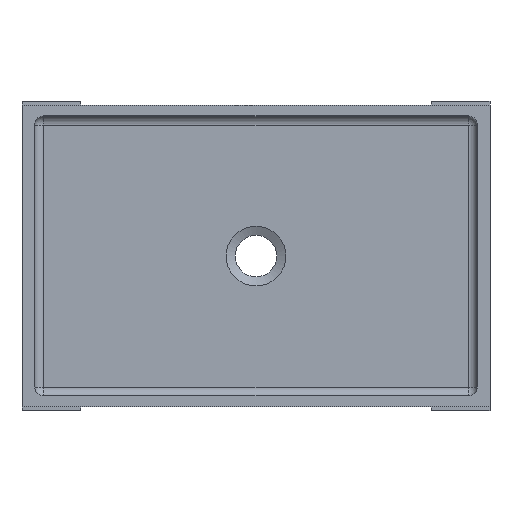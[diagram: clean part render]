
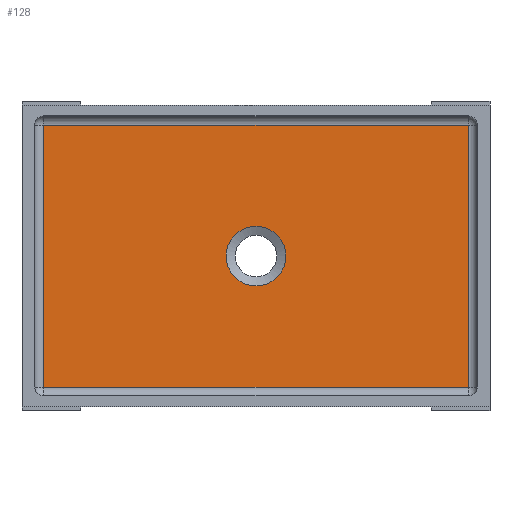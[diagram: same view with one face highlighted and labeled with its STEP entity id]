
A CAD part, top view. The second image highlights one B-rep face of the part: STEP entity #128.
In plain terms, the highlighted planar face has unit normal (0, 0, 1).
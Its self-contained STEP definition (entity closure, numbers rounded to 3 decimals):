
#128=ADVANCED_FACE('',(#197,#380),#173,.T.);
#173=PLANE('',#883);
#197=FACE_OUTER_BOUND('',#399,.T.);
#278=LINE('',#1290,#352);
#279=LINE('',#1293,#353);
#280=LINE('',#1295,#354);
#281=LINE('',#1297,#355);
#352=VECTOR('',#1029,1.);
#353=VECTOR('',#1030,1.);
#354=VECTOR('',#1031,1.);
#355=VECTOR('',#1032,1.);
#380=FACE_BOUND('',#400,.T.);
#399=EDGE_LOOP('',(#508,#509,#510,#511));
#400=EDGE_LOOP('',(#512));
#508=ORIENTED_EDGE('',*,*,#779,.T.);
#509=ORIENTED_EDGE('',*,*,#780,.T.);
#510=ORIENTED_EDGE('',*,*,#781,.T.);
#511=ORIENTED_EDGE('',*,*,#782,.T.);
#512=ORIENTED_EDGE('',*,*,#783,.T.);
#702=VERTEX_POINT('',#1291);
#703=VERTEX_POINT('',#1292);
#704=VERTEX_POINT('',#1294);
#705=VERTEX_POINT('',#1296);
#706=VERTEX_POINT('',#1299);
#779=EDGE_CURVE('',#702,#703,#278,.T.);
#780=EDGE_CURVE('',#703,#704,#279,.T.);
#781=EDGE_CURVE('',#704,#705,#280,.T.);
#782=EDGE_CURVE('',#705,#702,#281,.T.);
#783=EDGE_CURVE('',#706,#706,#838,.T.);
#838=CIRCLE('',#882,33.);
#882=AXIS2_PLACEMENT_3D('',#1298,#1033,#1034);
#883=AXIS2_PLACEMENT_3D('',#1300,#1035,#1036);
#1029=DIRECTION('',(0.,-1.,0.));
#1030=DIRECTION('',(1.,0.,0.));
#1031=DIRECTION('',(0.,1.,0.));
#1032=DIRECTION('',(-1.,0.,0.));
#1033=DIRECTION('',(0.,0.,-1.));
#1034=DIRECTION('',(1.,0.,0.));
#1035=DIRECTION('',(0.,0.,1.));
#1036=DIRECTION('',(1.,0.,0.));
#1290=CARTESIAN_POINT('',(-325.,-68.,-120.));
#1291=CARTESIAN_POINT('',(-325.,232.,-120.));
#1292=CARTESIAN_POINT('',(-325.,-58.,-120.));
#1293=CARTESIAN_POINT('',(155.,-58.,-120.));
#1294=CARTESIAN_POINT('',(145.,-58.,-120.));
#1295=CARTESIAN_POINT('',(145.,242.,-120.));
#1296=CARTESIAN_POINT('',(145.,232.,-120.));
#1297=CARTESIAN_POINT('',(-335.,232.,-120.));
#1298=CARTESIAN_POINT('',(-90.,87.,-120.));
#1299=CARTESIAN_POINT('',(-57.,87.,-120.));
#1300=CARTESIAN_POINT('',(-324.,-75.,-120.));
